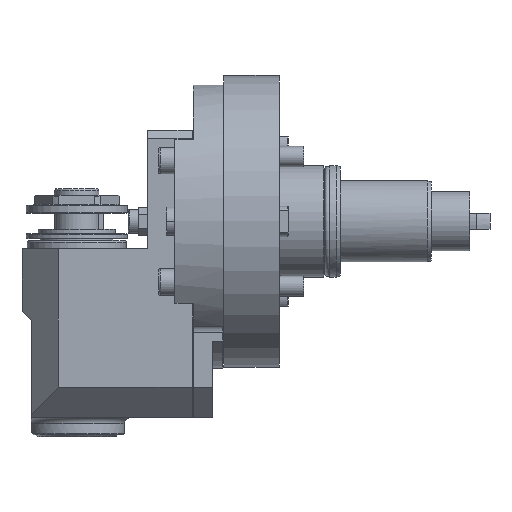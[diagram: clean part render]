
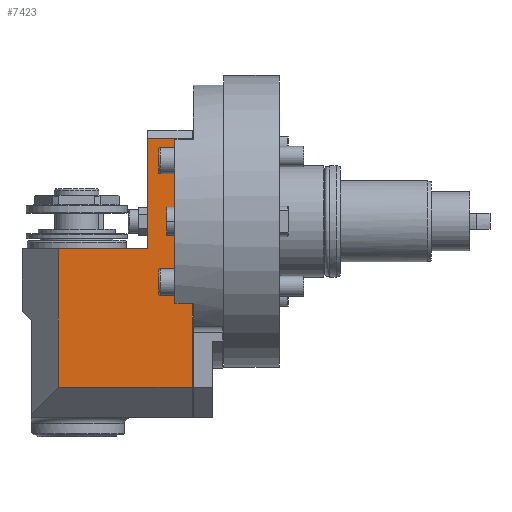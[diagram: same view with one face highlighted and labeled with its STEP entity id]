
A CAD part, front view. The second image highlights one B-rep face of the part: STEP entity #7423.
In plain terms, the highlighted planar face has unit normal (0, -1, 0).
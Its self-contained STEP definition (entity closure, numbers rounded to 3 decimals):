
#1617=DIRECTION('',(1.,0.,0.));
#1618=VECTOR('',#1617,22.);
#1619=CARTESIAN_POINT('',(-65.,-42.,41.));
#1620=LINE('',#1619,#1618);
#1629=DIRECTION('',(0.,0.,-1.));
#1630=VECTOR('',#1629,122.9);
#1631=CARTESIAN_POINT('',(-43.,-42.,41.));
#1632=LINE('',#1631,#1630);
#1633=DIRECTION('',(-1.,0.,0.));
#1634=VECTOR('',#1633,66.);
#1635=CARTESIAN_POINT('',(-43.,-42.,-81.9));
#1636=LINE('',#1635,#1634);
#1637=DIRECTION('',(0.,0.,1.));
#1638=VECTOR('',#1637,68.4);
#1639=CARTESIAN_POINT('',(-109.,-42.,-81.9));
#1640=LINE('',#1639,#1638);
#1641=DIRECTION('',(1.,0.,0.));
#1642=VECTOR('',#1641,44.);
#1643=CARTESIAN_POINT('',(-109.,-42.,-13.5));
#1644=LINE('',#1643,#1642);
#1645=DIRECTION('',(0.,0.,-1.));
#1646=VECTOR('',#1645,54.5);
#1647=CARTESIAN_POINT('',(-65.,-42.,41.));
#1648=LINE('',#1647,#1646);
#4387=CARTESIAN_POINT('',(-65.,-42.,-13.5));
#4389=VERTEX_POINT('',#4387);
#4395=CARTESIAN_POINT('',(-65.,-42.,41.));
#4397=VERTEX_POINT('',#4395);
#4439=CARTESIAN_POINT('',(-43.,-42.,-81.9));
#4441=VERTEX_POINT('',#4439);
#4457=CARTESIAN_POINT('',(-43.,-42.,41.));
#4458=VERTEX_POINT('',#4457);
#4459=CARTESIAN_POINT('',(-109.,-42.,-81.9));
#4460=VERTEX_POINT('',#4459);
#4468=CARTESIAN_POINT('',(-109.,-42.,-13.5));
#4470=VERTEX_POINT('',#4468);
#7406=CARTESIAN_POINT('',(-127.,-42.,45.));
#7407=DIRECTION('',(0.,-1.,0.));
#7408=DIRECTION('',(0.,0.,-1.));
#7409=AXIS2_PLACEMENT_3D('',#7406,#7407,#7408);
#7410=PLANE('',#7409);
#7411=ORIENTED_EDGE('',*,*,#7259,.T.);
#7413=ORIENTED_EDGE('',*,*,#7412,.T.);
#7415=ORIENTED_EDGE('',*,*,#7414,.T.);
#7417=ORIENTED_EDGE('',*,*,#7416,.T.);
#7419=ORIENTED_EDGE('',*,*,#7418,.F.);
#7420=ORIENTED_EDGE('',*,*,#7397,.T.);
#7421=EDGE_LOOP('',(#7411,#7413,#7415,#7417,#7419,#7420));
#7422=FACE_OUTER_BOUND('',#7421,.F.);
#7423=ADVANCED_FACE('',(#7422),#7410,.T.);
#7259=EDGE_CURVE('',#4458,#4441,#1632,.T.);
#7397=EDGE_CURVE('',#4397,#4458,#1620,.T.);
#7412=EDGE_CURVE('',#4441,#4460,#1636,.T.);
#7414=EDGE_CURVE('',#4460,#4470,#1640,.T.);
#7416=EDGE_CURVE('',#4470,#4389,#1644,.T.);
#7418=EDGE_CURVE('',#4397,#4389,#1648,.T.);
